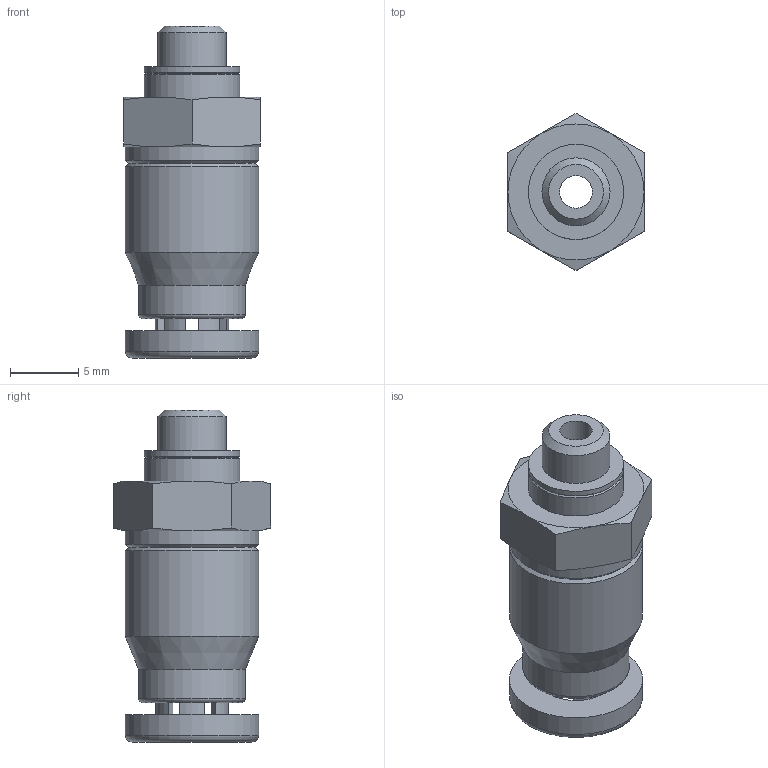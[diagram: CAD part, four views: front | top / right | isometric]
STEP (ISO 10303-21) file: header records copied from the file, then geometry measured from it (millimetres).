
FILE_DESCRIPTION(/* description */ ('STEP AP214'),/* implementation_level */ '2;1');
FILE_NAME(/* name */ '162860_CRQS-M5-4',/* time_stamp */ '2024-08-09T14:18:00+02:00',/* author */ ('License CC BY-ND 4.0'),/* organization */ ('CADENAS'),/* preprocessor_version */ 'ST-DEVELOPER v19.3',/* originating_system */ 'PARTsolutions',/* authorisation */ ' ');
FILE_SCHEMA (('AUTOMOTIVE_DESIGN {1 0 10303 214 3 1 1}'));
Length unit declared in the file: millimetre
Products named in the file (1): 162860 CRQS-M5-4
Bounding box: 10 x 11.55 x 24.4 mm (x, y, z)
Volume: 1206.5 mm3; surface area: 1191.6 mm2
Topology: 1 solids, 1 shells, 67 faces, 178 edges, 107 vertices
Faces by surface type: plane 26, cylinder 21, cone 18, torus 2
Full cylindrical faces by diameter (mm): 2.4 x1, 4 x1, 5 x1, 7 x2, 7.84 x1, 9.8 x3
Entity records: 2514 total; most frequent: CARTESIAN_POINT 406, DIRECTION 342, ORIENTED_EDGE 320, EDGE_CURVE 160, AXIS2_PLACEMENT_3D 138, VERTEX_POINT 106, EDGE_LOOP 92, FACE_BOUND 92
